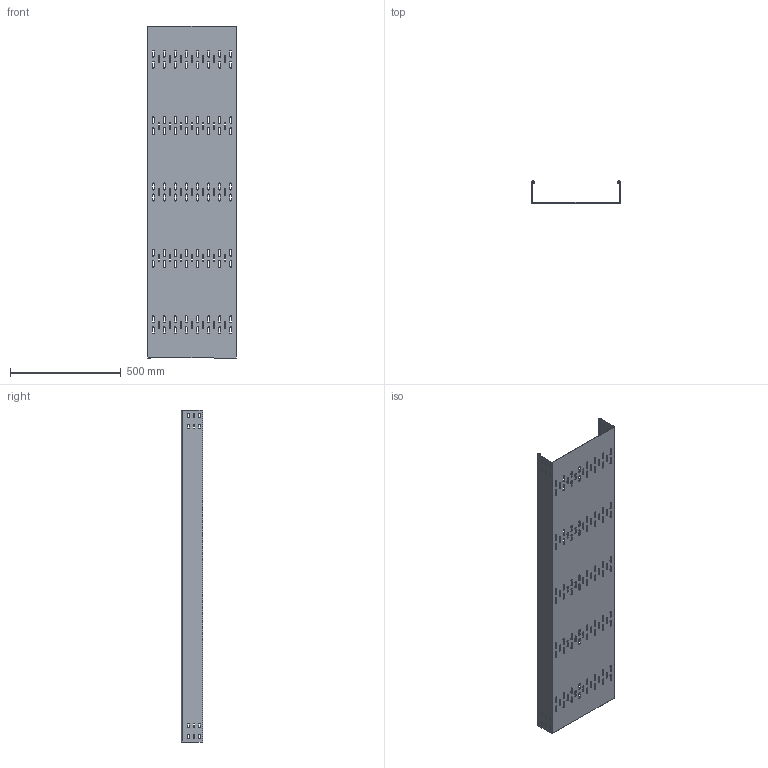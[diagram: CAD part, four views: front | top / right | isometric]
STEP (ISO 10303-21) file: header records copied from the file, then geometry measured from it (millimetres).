
FILE_DESCRIPTION (( 'STEP AP214' ), '1' );
FILE_NAME ('6061976.STEP', '2019-11-27T08:13:13', ( '' ), ( '' ), 'SwSTEP 2.0', 'SolidWorks 2018', '' );
FILE_SCHEMA (( 'AUTOMOTIVE_DESIGN' ));
Length unit declared in the file: millimetre
Products named in the file (1): 6061976
Bounding box: 400 x 98 x 1500 mm (x, y, z)
Volume: 1796931.1 mm3; surface area: 1824262.3 mm2
Topology: 1 solids, 1 shells, 705 faces, 2093 edges, 1390 vertices
Faces by surface type: cylinder 397, plane 308
Entity records: 24595 total; most frequent: DIRECTION 4299, CARTESIAN_POINT 4189, ORIENTED_EDGE 4186, EDGE_CURVE 2093, AXIS2_PLACEMENT_3D 1500, VERTEX_POINT 1390, LINE 1299, VECTOR 1299
